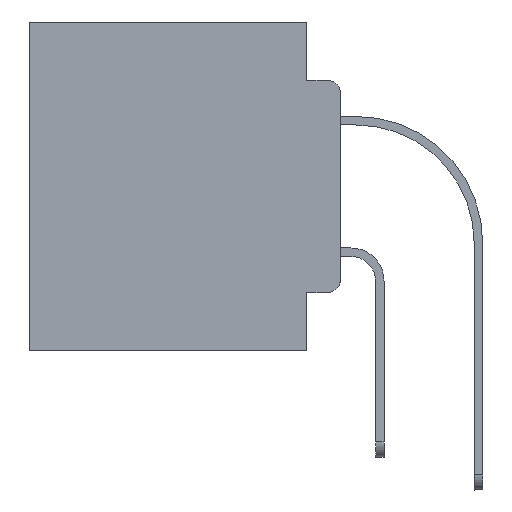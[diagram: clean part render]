
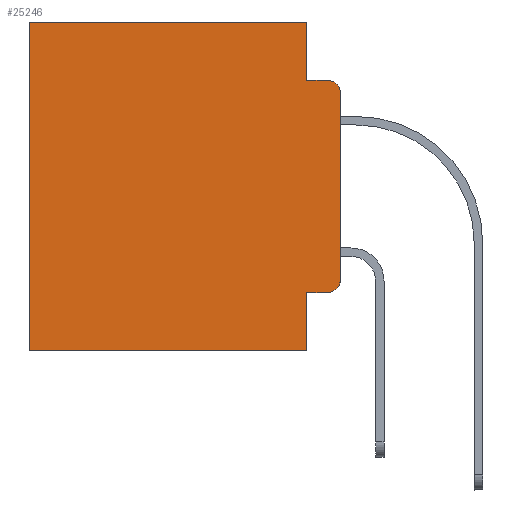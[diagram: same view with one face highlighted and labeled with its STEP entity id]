
A CAD part, left-side view. The second image highlights one B-rep face of the part: STEP entity #25246.
In plain terms, the highlighted planar face has unit normal (-1, 0, 0).
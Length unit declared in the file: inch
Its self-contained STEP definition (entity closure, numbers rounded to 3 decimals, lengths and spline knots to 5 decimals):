
#181 = DIRECTION ( 'NONE',  ( 0., 0., -1. ) ) ;
#649 = DIRECTION ( 'NONE',  ( 0., 0., -1. ) ) ;
#664 = VECTOR ( 'NONE', #23009, 39.37008 ) ;
#776 = CARTESIAN_POINT ( 'NONE',  ( 0.298, 0.051, 0. ) ) ;
#1965 = DIRECTION ( 'NONE',  ( 0., 1., 0. ) ) ;
#2285 = CARTESIAN_POINT ( 'NONE',  ( 0.298, 0.02, -0.3915 ) ) ;
#2416 = CARTESIAN_POINT ( 'NONE',  ( 0.298, 0.473, 0. ) ) ;
#2487 = VECTOR ( 'NONE', #15825, 39.37008 ) ;
#3138 = DIRECTION ( 'NONE',  ( 0., 0., -1. ) ) ;
#3210 = VERTEX_POINT ( 'NONE', #5639 ) ;
#3630 = VERTEX_POINT ( 'NONE', #27166 ) ;
#4166 = CIRCLE ( 'NONE', #14934, 0.02 ) ;
#4867 = LINE ( 'NONE', #776, #27680 ) ;
#5029 = EDGE_CURVE ( 'NONE', #27082, #12224, #12950, .T. ) ;
#5328 = ORIENTED_EDGE ( 'NONE', *, *, #10973, .F. ) ;
#5526 = CARTESIAN_POINT ( 'NONE',  ( 0.298, 0.051, -0.4115 ) ) ;
#5639 = CARTESIAN_POINT ( 'NONE',  ( 0.298, 0.02, -0.4115 ) ) ;
#6111 = DIRECTION ( 'NONE',  ( 0., 0., -1. ) ) ;
#6265 = VERTEX_POINT ( 'NONE', #14396 ) ;
#6332 = CARTESIAN_POINT ( 'NONE',  ( 0.298, 0., 0. ) ) ;
#6687 = VERTEX_POINT ( 'NONE', #7749 ) ;
#7069 = ORIENTED_EDGE ( 'NONE', *, *, #12240, .T. ) ;
#7236 = CARTESIAN_POINT ( 'NONE',  ( 0.298, 0.051, -0.4115 ) ) ;
#7458 = CARTESIAN_POINT ( 'NONE',  ( 0.298, 0.02, -0.0885 ) ) ;
#7749 = CARTESIAN_POINT ( 'NONE',  ( 0.298, 0.051, -0.0885 ) ) ;
#8143 = EDGE_CURVE ( 'NONE', #11388, #11124, #8676, .T. ) ;
#8154 = ORIENTED_EDGE ( 'NONE', *, *, #12001, .T. ) ;
#8330 = EDGE_CURVE ( 'NONE', #3630, #6265, #22966, .T. ) ;
#8359 = CARTESIAN_POINT ( 'NONE',  ( 0.298, 0.473, 0. ) ) ;
#8676 = LINE ( 'NONE', #19663, #25691 ) ;
#9352 = DIRECTION ( 'NONE',  ( 0., 0., -1. ) ) ;
#10178 = ORIENTED_EDGE ( 'NONE', *, *, #12634, .F. ) ;
#10973 = EDGE_CURVE ( 'NONE', #6687, #27432, #25133, .T. ) ;
#11124 = VERTEX_POINT ( 'NONE', #19218 ) ;
#11388 = VERTEX_POINT ( 'NONE', #5526 ) ;
#11988 = EDGE_CURVE ( 'NONE', #27082, #6687, #4867, .T. ) ;
#12001 = EDGE_CURVE ( 'NONE', #11388, #3210, #17953, .T. ) ;
#12224 = VERTEX_POINT ( 'NONE', #2416 ) ;
#12240 = EDGE_CURVE ( 'NONE', #3210, #6265, #16436, .T. ) ;
#12634 = EDGE_CURVE ( 'NONE', #11124, #23373, #18877, .T. ) ;
#12950 = LINE ( 'NONE', #6332, #14740 ) ;
#13131 = AXIS2_PLACEMENT_3D ( 'NONE', #16229, #13840, #3138 ) ;
#13532 = CARTESIAN_POINT ( 'NONE',  ( 0.298, 0.051, 0. ) ) ;
#13732 = ORIENTED_EDGE ( 'NONE', *, *, #5029, .T. ) ;
#13840 = DIRECTION ( 'NONE',  ( 1., 0., 0. ) ) ;
#13969 = PLANE ( 'NONE',  #13131 ) ;
#14396 = CARTESIAN_POINT ( 'NONE',  ( 0.298, 0., -0.3915 ) ) ;
#14571 = CARTESIAN_POINT ( 'NONE',  ( 0.298, 0.051, -0.0885 ) ) ;
#14676 = ORIENTED_EDGE ( 'NONE', *, *, #16320, .T. ) ;
#14740 = VECTOR ( 'NONE', #1965, 39.37008 ) ;
#14934 = AXIS2_PLACEMENT_3D ( 'NONE', #19197, #25805, #6111 ) ;
#15825 = DIRECTION ( 'NONE',  ( 0., -1., 0. ) ) ;
#16229 = CARTESIAN_POINT ( 'NONE',  ( 0.298, 0., 0. ) ) ;
#16320 = EDGE_CURVE ( 'NONE', #12224, #23373, #18526, .T. ) ;
#16436 = CIRCLE ( 'NONE', #19594, 0.02 ) ;
#17556 = DIRECTION ( 'NONE',  ( 0., 0., -1. ) ) ;
#17953 = LINE ( 'NONE', #7236, #2487 ) ;
#18526 = LINE ( 'NONE', #8359, #21360 ) ;
#18877 = LINE ( 'NONE', #25919, #20154 ) ;
#19197 = CARTESIAN_POINT ( 'NONE',  ( 0.298, 0.02, -0.1085 ) ) ;
#19218 = CARTESIAN_POINT ( 'NONE',  ( 0.298, 0.051, -0.5 ) ) ;
#19594 = AXIS2_PLACEMENT_3D ( 'NONE', #2285, #19612, #181 ) ;
#19612 = DIRECTION ( 'NONE',  ( -1., 0., 0. ) ) ;
#19663 = CARTESIAN_POINT ( 'NONE',  ( 0.298, 0.051, 0. ) ) ;
#20021 = ORIENTED_EDGE ( 'NONE', *, *, #8330, .F. ) ;
#20154 = VECTOR ( 'NONE', #21542, 39.37008 ) ;
#20849 = CARTESIAN_POINT ( 'NONE',  ( 0.298, 0., 0. ) ) ;
#20867 = ORIENTED_EDGE ( 'NONE', *, *, #23915, .T. ) ;
#21360 = VECTOR ( 'NONE', #23703, 39.37008 ) ;
#21396 = ORIENTED_EDGE ( 'NONE', *, *, #11988, .F. ) ;
#21542 = DIRECTION ( 'NONE',  ( 0., 1., 0. ) ) ;
#22423 = FACE_OUTER_BOUND ( 'NONE', #24583, .T. ) ;
#22924 = CARTESIAN_POINT ( 'NONE',  ( 0.298, 0.473, -0.5 ) ) ;
#22966 = LINE ( 'NONE', #20849, #23456 ) ;
#23009 = DIRECTION ( 'NONE',  ( 0., -1., 0. ) ) ;
#23373 = VERTEX_POINT ( 'NONE', #22924 ) ;
#23456 = VECTOR ( 'NONE', #649, 39.37008 ) ;
#23703 = DIRECTION ( 'NONE',  ( 0., 0., -1. ) ) ;
#23915 = EDGE_CURVE ( 'NONE', #3630, #27432, #4166, .T. ) ;
#24583 = EDGE_LOOP ( 'NONE', ( #20021, #20867, #5328, #21396, #13732, #14676, #10178, #25590, #8154, #7069 ) ) ;
#25133 = LINE ( 'NONE', #14571, #664 ) ;
#25246 = ADVANCED_FACE ( 'NONE', ( #22423 ), #13969, .F. ) ;
#25590 = ORIENTED_EDGE ( 'NONE', *, *, #8143, .F. ) ;
#25691 = VECTOR ( 'NONE', #17556, 39.37008 ) ;
#25805 = DIRECTION ( 'NONE',  ( -1., 0., 0. ) ) ;
#25919 = CARTESIAN_POINT ( 'NONE',  ( 0.298, 0., -0.5 ) ) ;
#27082 = VERTEX_POINT ( 'NONE', #13532 ) ;
#27166 = CARTESIAN_POINT ( 'NONE',  ( 0.298, 0., -0.1085 ) ) ;
#27432 = VERTEX_POINT ( 'NONE', #7458 ) ;
#27680 = VECTOR ( 'NONE', #9352, 39.37008 ) ;
